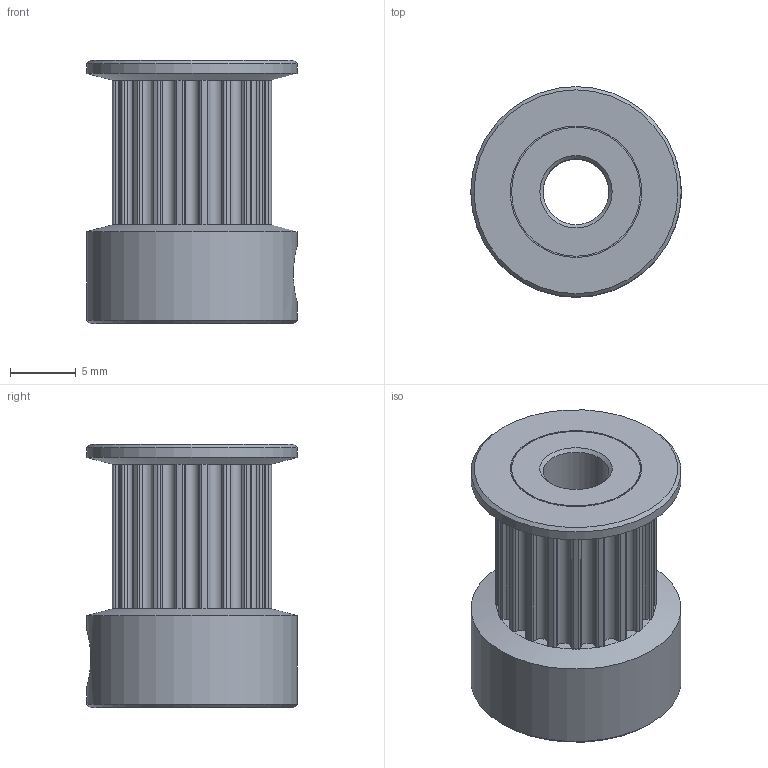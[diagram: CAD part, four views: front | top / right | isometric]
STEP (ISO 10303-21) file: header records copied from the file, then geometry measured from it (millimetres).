
FILE_DESCRIPTION(/* description */ (''),/* implementation_level */ '2;1');
FILE_NAME(/* name */ 'GT2 Timing Pulley 20T 10mm - Bore_5mm.step',/* time_stamp */ '2018-12-27T23:35:30+01:00',/* author */ (''),/* organization */ (''),/* preprocessor_version */ 'ST-DEVELOPER v17.2',/* originating_system */ 'Autodesk Translation Framework v7.6.0.251',/* authorisation */ '');
FILE_SCHEMA (('AUTOMOTIVE_DESIGN { 1 0 10303 214 3 1 1 }'));
Length unit declared in the file: millimetre
Products named in the file (2): GT2 Timing Pulley 20T 10mm - Hole:5mm; M4x0.7X5mm - flat-tip Set screw
Assembly tree (2 placements, depth 2):
  GT2 Timing Pulley 20T 10mm - Hole:5mm
    M4x0.7X5mm - flat-tip Set screw  x2
Bounding box: 16 x 16 x 20 mm (x, y, z)
Volume: 2485.6 mm3; surface area: 2175.2 mm2
Topology: 3 solids, 3 shells, 287 faces, 725 edges, 447 vertices
Faces by surface type: cylinder 141, plane 114, cone 24, bspline 8
Full cylindrical faces by diameter (mm): 3.332 x2, 4 x8, 5 x1, 9.8 x2, 10 x2, 16 x2
Entity records: 9533 total; most frequent: CARTESIAN_POINT 2971, DIRECTION 1574, ORIENTED_EDGE 1306, AXIS2_PLACEMENT_3D 705, EDGE_CURVE 653, CIRCLE 451, VERTEX_POINT 406, EDGE_LOOP 265
